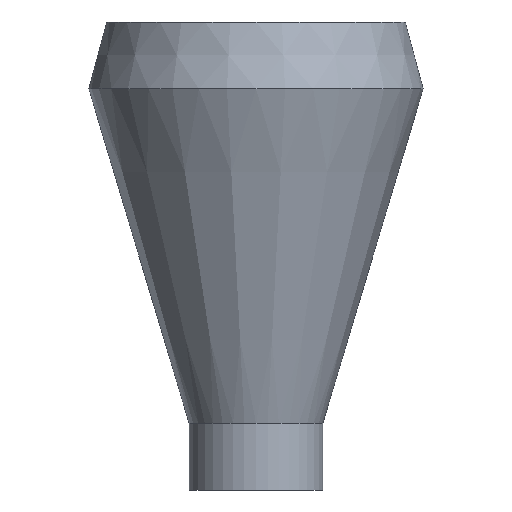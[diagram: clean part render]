
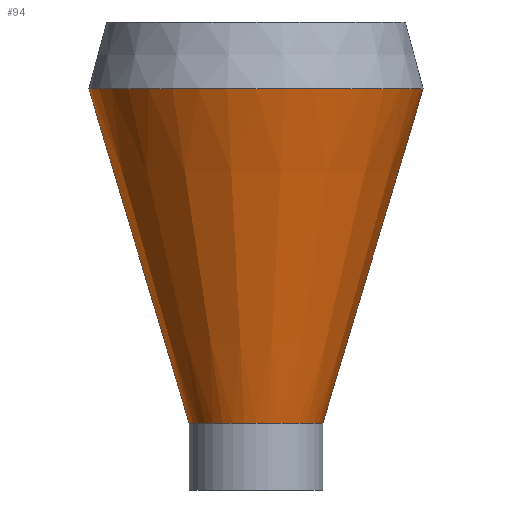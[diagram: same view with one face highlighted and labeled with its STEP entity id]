
A CAD part, front view. The second image highlights one B-rep face of the part: STEP entity #94.
In plain terms, the highlighted conical face has half-angle 16.699 degrees and reference radius 6.35 mm.
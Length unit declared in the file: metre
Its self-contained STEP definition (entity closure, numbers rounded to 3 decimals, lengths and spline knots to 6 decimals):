
#12=CONICAL_SURFACE('',#118,0.00635,0.291);
#21=ORIENTED_EDGE('',*,*,#36,.F.);
#22=ORIENTED_EDGE('',*,*,#33,.T.);
#33=EDGE_CURVE('',#41,#41,#49,.T.);
#36=EDGE_CURVE('',#44,#44,#52,.T.);
#41=VERTEX_POINT('',#166);
#44=VERTEX_POINT('',#174);
#49=CIRCLE('',#114,0.00635);
#52=CIRCLE('',#119,0.015875);
#61=EDGE_LOOP('',(#21));
#62=EDGE_LOOP('',(#22));
#77=FACE_BOUND('',#61,.T.);
#78=FACE_BOUND('',#62,.T.);
#94=ADVANCED_FACE('',(#77,#78),#12,.T.);
#114=AXIS2_PLACEMENT_3D('',#165,#133,#134);
#118=AXIS2_PLACEMENT_3D('',#172,#141,#142);
#119=AXIS2_PLACEMENT_3D('',#173,#143,#144);
#133=DIRECTION('',(0.,0.,1.));
#134=DIRECTION('',(1.,0.,0.));
#141=DIRECTION('',(0.,0.,1.));
#142=DIRECTION('',(1.,0.,0.));
#143=DIRECTION('',(0.,0.,1.));
#144=DIRECTION('',(1.,0.,0.));
#165=CARTESIAN_POINT('',(0.,0.,0.00635));
#166=CARTESIAN_POINT('',(0.00635,0.,0.00635));
#172=CARTESIAN_POINT('',(0.,0.,0.00635));
#173=CARTESIAN_POINT('',(0.,0.,0.0381));
#174=CARTESIAN_POINT('',(0.015875,0.,0.0381));
